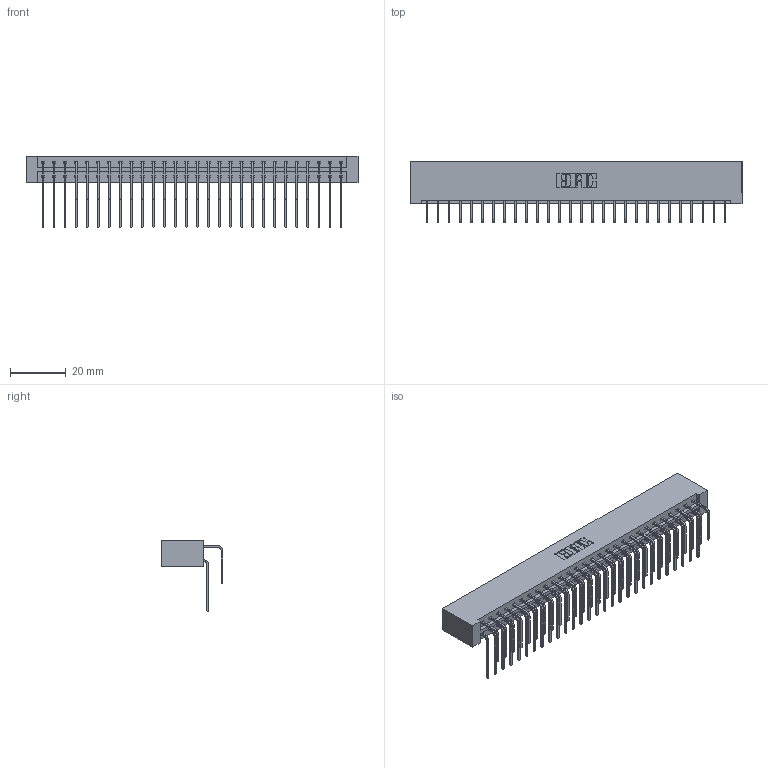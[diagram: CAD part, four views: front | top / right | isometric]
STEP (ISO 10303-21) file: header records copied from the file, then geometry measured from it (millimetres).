
FILE_DESCRIPTION (( 'STEP AP203' ), '1' );
FILE_NAME ('833-056-558-201.STEP', '2020-06-04T23:23:42', ( '' ), ( '' ), 'SwSTEP 2.0', 'SolidWorks 2020', '' );
FILE_SCHEMA (( 'CONFIG_CONTROL_DESIGN' ));
Length unit declared in the file: inch
Products named in the file (4): 345-292-001_558 Tail - 2; 833 Part_Lugless; 833-056-558-201; 345-292-001_558 559 Tail - 1
Assembly tree (57 placements, depth 2):
  833-056-558-201
    833 Part_Lugless
    345-292-001_558 559 Tail - 1  x28
    345-292-001_558 Tail - 2  x28
Bounding box: 119.2 x 22.17 x 25.53 mm (x, y, z)
Volume: 12994.2 mm3; surface area: 16845.4 mm2
Topology: 57 solids, 57 shells, 3130 faces, 9303 edges, 6126 vertices
Faces by surface type: plane 2194, cylinder 936
Entity records: 21331 total; most frequent: CARTESIAN_POINT 3601, ORIENTED_EDGE 3486, DIRECTION 3075, EDGE_CURVE 1743, LINE 1583, VECTOR 1583, VERTEX_POINT 1158, AXIS2_PLACEMENT_3D 746
